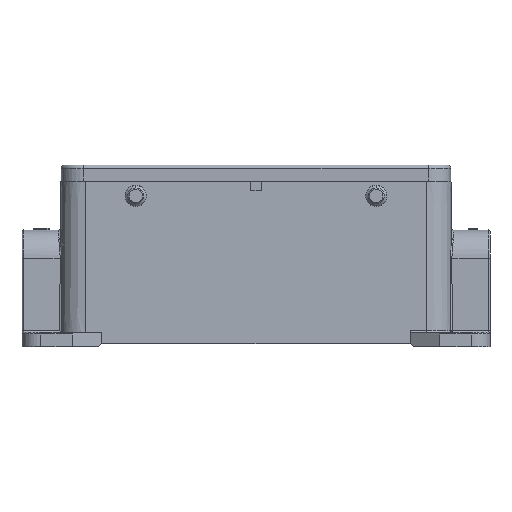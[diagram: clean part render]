
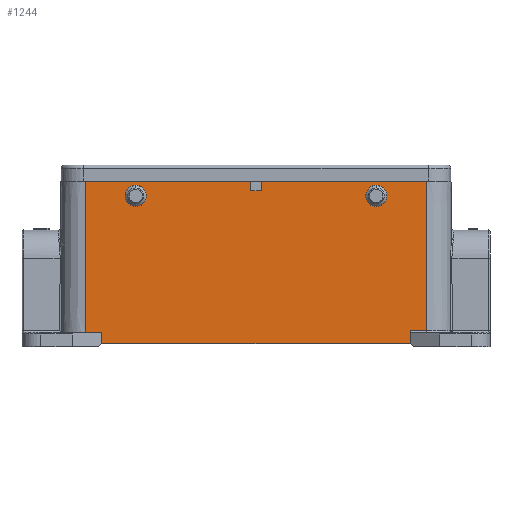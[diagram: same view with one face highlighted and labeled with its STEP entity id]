
A CAD part, left-side view. The second image highlights one B-rep face of the part: STEP entity #1244.
In plain terms, the highlighted planar face has unit normal (-1, 0, 0.009).
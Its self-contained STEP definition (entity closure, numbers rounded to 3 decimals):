
#53=ELLIPSE('',#9062,1.5,1.5);
#54=ELLIPSE('',#9063,1.5,1.5);
#514=PLANE('',#9064);
#602=FACE_BOUND('',#2231,.T.);
#603=FACE_BOUND('',#2232,.T.);
#604=FACE_BOUND('',#2233,.T.);
#1244=ADVANCED_FACE('',(#602,#603,#604),#514,.T.);
#2231=EDGE_LOOP('',(#5680));
#2232=EDGE_LOOP('',(#5681));
#2233=EDGE_LOOP('',(#5682,#5683,#5684,#5685,#5686,#5687,#5688,#5689,#5690,
#5691,#5692,#5693));
#2661=LINE('',#13355,#3290);
#2716=LINE('',#13814,#3345);
#2721=LINE('',#13828,#3350);
#2729=LINE('',#13857,#3358);
#2732=LINE('',#13864,#3361);
#2873=LINE('',#14576,#3502);
#2888=LINE('',#14730,#3517);
#2891=LINE('',#14755,#3520);
#2892=LINE('',#14761,#3521);
#2893=LINE('',#14763,#3522);
#2894=LINE('',#14764,#3523);
#2895=LINE('',#14766,#3524);
#3290=VECTOR('',#10581,1.);
#3345=VECTOR('',#10794,1.);
#3350=VECTOR('',#10807,1.);
#3358=VECTOR('',#10833,1.);
#3361=VECTOR('',#10838,1.);
#3502=VECTOR('',#11221,1.);
#3517=VECTOR('',#11274,1.);
#3520=VECTOR('',#11303,1.);
#3521=VECTOR('',#11310,1.);
#3522=VECTOR('',#11311,1.);
#3523=VECTOR('',#11312,1.);
#3524=VECTOR('',#11313,1.);
#5680=ORIENTED_EDGE('',*,*,#7811,.T.);
#5681=ORIENTED_EDGE('',*,*,#7812,.T.);
#5682=ORIENTED_EDGE('',*,*,#7799,.T.);
#5683=ORIENTED_EDGE('',*,*,#7813,.T.);
#5684=ORIENTED_EDGE('',*,*,#7814,.T.);
#5685=ORIENTED_EDGE('',*,*,#7399,.T.);
#5686=ORIENTED_EDGE('',*,*,#7815,.F.);
#5687=ORIENTED_EDGE('',*,*,#7816,.T.);
#5688=ORIENTED_EDGE('',*,*,#7516,.T.);
#5689=ORIENTED_EDGE('',*,*,#7523,.F.);
#5690=ORIENTED_EDGE('',*,*,#7535,.F.);
#5691=ORIENTED_EDGE('',*,*,#7538,.T.);
#5692=ORIENTED_EDGE('',*,*,#7769,.T.);
#5693=ORIENTED_EDGE('',*,*,#7810,.T.);
#6389=VERTEX_POINT('',#13354);
#6390=VERTEX_POINT('',#13356);
#6466=VERTEX_POINT('',#13813);
#6467=VERTEX_POINT('',#13815);
#6471=VERTEX_POINT('',#13827);
#6478=VERTEX_POINT('',#13858);
#6480=VERTEX_POINT('',#13863);
#6633=VERTEX_POINT('',#14575);
#6648=VERTEX_POINT('',#14729);
#6649=VERTEX_POINT('',#14731);
#6654=VERTEX_POINT('',#14758);
#6655=VERTEX_POINT('',#14760);
#6656=VERTEX_POINT('',#14762);
#6657=VERTEX_POINT('',#14765);
#7399=EDGE_CURVE('',#6390,#6389,#2661,.T.);
#7516=EDGE_CURVE('',#6467,#6466,#2716,.T.);
#7523=EDGE_CURVE('',#6471,#6466,#2721,.T.);
#7535=EDGE_CURVE('',#6478,#6471,#2729,.T.);
#7538=EDGE_CURVE('',#6478,#6480,#2732,.T.);
#7769=EDGE_CURVE('',#6480,#6633,#2873,.T.);
#7799=EDGE_CURVE('',#6649,#6648,#2888,.T.);
#7810=EDGE_CURVE('',#6633,#6649,#2891,.T.);
#7811=EDGE_CURVE('',#6654,#6654,#53,.T.);
#7812=EDGE_CURVE('',#6655,#6655,#54,.T.);
#7813=EDGE_CURVE('',#6648,#6656,#2892,.T.);
#7814=EDGE_CURVE('',#6656,#6390,#2893,.T.);
#7815=EDGE_CURVE('',#6657,#6389,#2894,.T.);
#7816=EDGE_CURVE('',#6657,#6467,#2895,.T.);
#9062=AXIS2_PLACEMENT_3D('',#14757,#11306,#11307);
#9063=AXIS2_PLACEMENT_3D('',#14759,#11308,#11309);
#9064=AXIS2_PLACEMENT_3D('',#14767,#11314,#11315);
#10581=DIRECTION('',(0.,1.,0.));
#10794=DIRECTION('',(-0.009,0.,-1.));
#10807=DIRECTION('',(0.,1.,0.));
#10833=DIRECTION('',(0.009,0.,1.));
#10838=DIRECTION('',(0.,-1.,0.));
#11221=DIRECTION('',(0.009,0.,1.));
#11274=DIRECTION('',(0.009,0.,1.));
#11303=DIRECTION('',(0.,-1.,0.));
#11306=DIRECTION('',(1.,0.,-0.009));
#11307=DIRECTION('',(-0.009,0.,-1.));
#11308=DIRECTION('',(1.,0.,-0.009));
#11309=DIRECTION('',(-0.009,0.,-1.));
#11310=DIRECTION('',(0.,1.,0.));
#11311=DIRECTION('',(-0.009,0.,-1.));
#11312=DIRECTION('',(-0.009,0.,-1.));
#11313=DIRECTION('',(0.,1.,0.));
#11314=DIRECTION('',(-1.,0.,0.009));
#11315=DIRECTION('',(0.,1.,0.));
#13354=CARTESIAN_POINT('',(-21.526,1.6,48.));
#13355=CARTESIAN_POINT('',(-21.526,-1.6,48.));
#13356=CARTESIAN_POINT('',(-21.526,-1.6,48.));
#13813=CARTESIAN_POINT('',(-21.906,52.5,4.5));
#13814=CARTESIAN_POINT('',(-21.5,52.5,51.));
#13815=CARTESIAN_POINT('',(-21.5,52.5,51.));
#13827=CARTESIAN_POINT('',(-21.906,47.5,4.5));
#13828=CARTESIAN_POINT('',(-21.906,47.5,4.5));
#13857=CARTESIAN_POINT('',(-21.936,47.5,1.));
#13858=CARTESIAN_POINT('',(-21.936,47.5,1.));
#13863=CARTESIAN_POINT('',(-21.936,-47.5,1.));
#13864=CARTESIAN_POINT('',(-21.936,47.5,1.));
#14575=CARTESIAN_POINT('',(-21.901,-47.5,4.996));
#14576=CARTESIAN_POINT('',(-21.936,-47.5,1.));
#14729=CARTESIAN_POINT('',(-21.5,-52.5,51.));
#14730=CARTESIAN_POINT('',(-21.901,-52.5,4.996));
#14731=CARTESIAN_POINT('',(-21.901,-52.5,4.996));
#14755=CARTESIAN_POINT('',(-21.901,-47.5,4.996));
#14757=CARTESIAN_POINT('',(-21.539,37.,46.5));
#14758=CARTESIAN_POINT('',(-21.552,37.,45.));
#14759=CARTESIAN_POINT('',(-21.539,-37.,46.5));
#14760=CARTESIAN_POINT('',(-21.552,-37.,45.));
#14761=CARTESIAN_POINT('',(-21.5,-52.5,51.));
#14762=CARTESIAN_POINT('',(-21.5,-1.6,51.));
#14763=CARTESIAN_POINT('',(-21.5,-1.6,51.));
#14764=CARTESIAN_POINT('',(-21.5,1.6,51.));
#14765=CARTESIAN_POINT('',(-21.5,1.6,51.));
#14766=CARTESIAN_POINT('',(-21.5,1.6,51.));
#14767=CARTESIAN_POINT('',(-21.5,55.148,51.));
